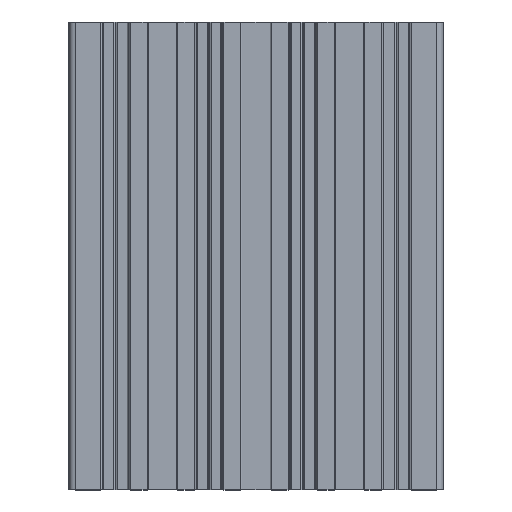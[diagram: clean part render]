
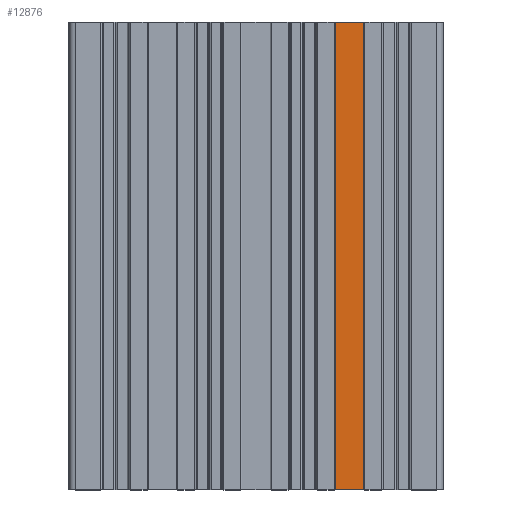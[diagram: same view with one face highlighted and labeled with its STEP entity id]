
A CAD part, top view. The second image highlights one B-rep face of the part: STEP entity #12876.
In plain terms, the highlighted planar face has unit normal (0, 0, 1).
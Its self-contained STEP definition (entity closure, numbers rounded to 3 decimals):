
#306=PLANE('',#14050);
#910=FACE_OUTER_BOUND('',#1556,.T.);
#1556=EDGE_LOOP('',(#10285,#10286,#10287,#10288));
#2761=LINE('',#21215,#4101);
#2763=LINE('',#21219,#4103);
#2764=LINE('',#21221,#4104);
#2765=LINE('',#21222,#4105);
#4101=VECTOR('',#17381,10.);
#4103=VECTOR('',#17385,10.);
#4104=VECTOR('',#17386,10.);
#4105=VECTOR('',#17387,10.);
#6019=VERTEX_POINT('',#21212);
#6020=VERTEX_POINT('',#21214);
#6021=VERTEX_POINT('',#21218);
#6022=VERTEX_POINT('',#21220);
#7829=EDGE_CURVE('',#6020,#6019,#2761,.T.);
#7831=EDGE_CURVE('',#6019,#6021,#2763,.T.);
#7832=EDGE_CURVE('',#6022,#6021,#2764,.T.);
#7833=EDGE_CURVE('',#6020,#6022,#2765,.T.);
#10285=ORIENTED_EDGE('',*,*,#7831,.T.);
#10286=ORIENTED_EDGE('',*,*,#7832,.F.);
#10287=ORIENTED_EDGE('',*,*,#7833,.F.);
#10288=ORIENTED_EDGE('',*,*,#7829,.T.);
#12876=ADVANCED_FACE('',(#910),#306,.T.);
#14050=AXIS2_PLACEMENT_3D('',#21217,#17383,#17384);
#17381=DIRECTION('',(0.,1.,0.));
#17383=DIRECTION('center_axis',(0.,0.,1.));
#17384=DIRECTION('ref_axis',(1.,0.,0.));
#17385=DIRECTION('',(-1.,0.,0.));
#17386=DIRECTION('',(0.,1.,0.));
#17387=DIRECTION('',(-1.,0.,0.));
#21212=CARTESIAN_POINT('',(46.,200.,19.));
#21214=CARTESIAN_POINT('',(46.,0.,19.));
#21215=CARTESIAN_POINT('',(46.,0.,19.));
#21217=CARTESIAN_POINT('Origin',(34.,0.,19.));
#21218=CARTESIAN_POINT('',(34.,200.,19.));
#21219=CARTESIAN_POINT('',(17.,200.,19.));
#21220=CARTESIAN_POINT('',(34.,0.,19.));
#21221=CARTESIAN_POINT('',(34.,0.,19.));
#21222=CARTESIAN_POINT('',(17.,0.,19.));
